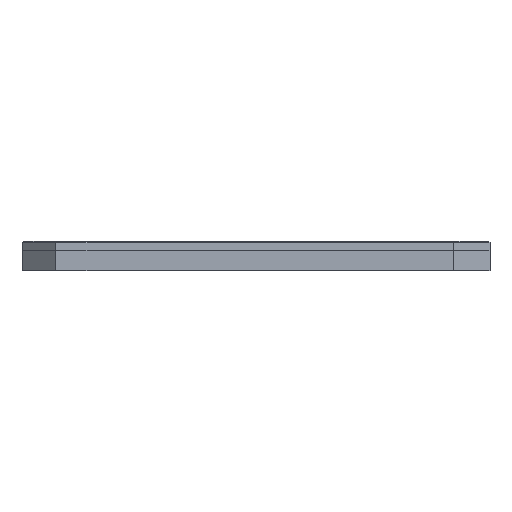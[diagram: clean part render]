
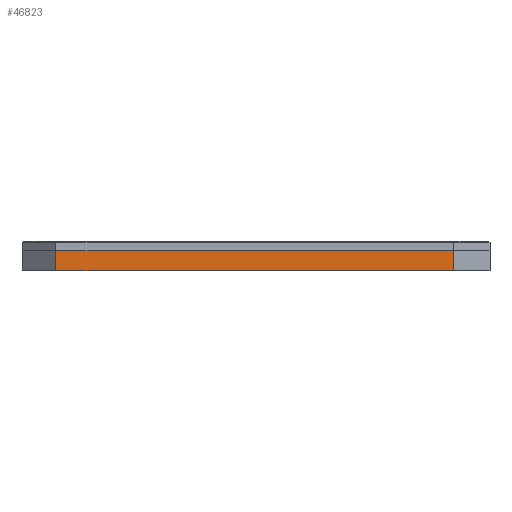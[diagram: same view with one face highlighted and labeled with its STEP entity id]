
A CAD part, front view. The second image highlights one B-rep face of the part: STEP entity #46823.
In plain terms, the highlighted planar face has unit normal (0, -1, 0).
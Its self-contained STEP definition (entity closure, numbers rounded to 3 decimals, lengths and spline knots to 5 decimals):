
#10753=ORIENTED_EDGE('',*,*,#19165,.F.);
#10754=ORIENTED_EDGE('',*,*,#19166,.T.);
#10755=ORIENTED_EDGE('',*,*,#19162,.T.);
#10756=ORIENTED_EDGE('',*,*,#19167,.F.);
#19162=EDGE_CURVE('',#24187,#24188,#30207,.T.);
#19165=EDGE_CURVE('',#24189,#24190,#30210,.T.);
#19166=EDGE_CURVE('',#24189,#24187,#30211,.T.);
#19167=EDGE_CURVE('',#24190,#24188,#30212,.T.);
#24187=VERTEX_POINT('',#71910);
#24188=VERTEX_POINT('',#71911);
#24189=VERTEX_POINT('',#71916);
#24190=VERTEX_POINT('',#71917);
#30207=LINE('',#71909,#36503);
#30210=LINE('',#71915,#36506);
#30211=LINE('',#71918,#36507);
#30212=LINE('',#71919,#36508);
#36503=VECTOR('',#58750,1.);
#36506=VECTOR('',#58755,1.);
#36507=VECTOR('',#58756,1.);
#36508=VECTOR('',#58757,1.);
#39746=EDGE_LOOP('',(#10753,#10754,#10755,#10756));
#42311=FACE_BOUND('',#39746,.T.);
#44646=PLANE('',#49309);
#46823=ADVANCED_FACE('',(#42311),#44646,.T.);
#49309=AXIS2_PLACEMENT_3D('',#71914,#58753,#58754);
#58750=DIRECTION('',(0.,0.,-1.));
#58753=DIRECTION('',(0.,-1.,0.));
#58754=DIRECTION('',(0.,0.,-1.));
#58755=DIRECTION('',(0.,0.,-1.));
#58756=DIRECTION('',(-1.,0.,0.));
#58757=DIRECTION('',(-1.,0.,0.));
#71909=CARTESIAN_POINT('',(-0.09379,-0.1037,0.014));
#71910=CARTESIAN_POINT('',(-0.09379,-0.1037,0.0094));
#71911=CARTESIAN_POINT('',(-0.09379,-0.1037,0.));
#71914=CARTESIAN_POINT('',(-0.09322,-0.1037,0.014));
#71915=CARTESIAN_POINT('',(0.09265,-0.1037,0.014));
#71916=CARTESIAN_POINT('',(0.09265,-0.1037,0.0094));
#71917=CARTESIAN_POINT('',(0.09265,-0.1037,0.));
#71918=CARTESIAN_POINT('',(-0.09322,-0.1037,0.0094));
#71919=CARTESIAN_POINT('',(-0.09322,-0.1037,0.));
